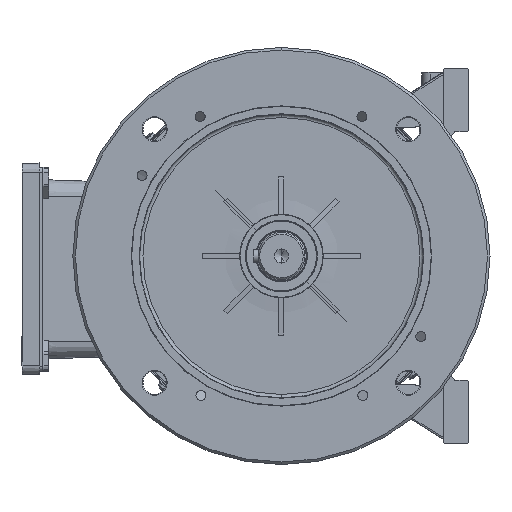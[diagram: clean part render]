
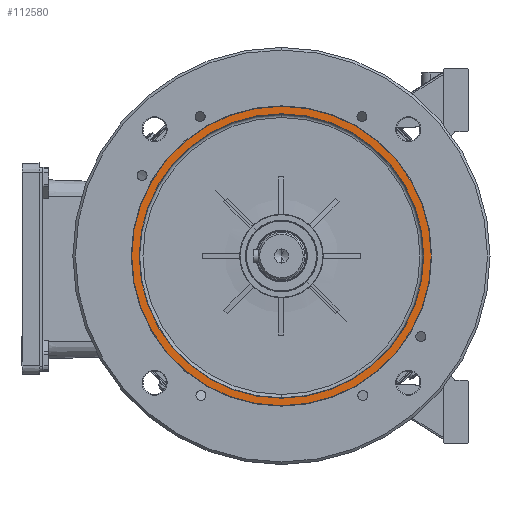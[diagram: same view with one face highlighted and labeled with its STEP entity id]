
A CAD part, left-side view. The second image highlights one B-rep face of the part: STEP entity #112580.
In plain terms, the highlighted face is planar.
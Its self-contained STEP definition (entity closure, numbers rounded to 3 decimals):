
#1314 = FACE_OUTER_BOUND ( 'NONE', #156384, .T. ) ;
#2200 = CARTESIAN_POINT ( 'NONE',  ( 8., 90., 0. ) ) ;
#2341 = DIRECTION ( 'NONE',  ( 0., 0., -1. ) ) ;
#4494 = CARTESIAN_POINT ( 'NONE',  ( 8., 0., 85.25 ) ) ;
#8527 = CARTESIAN_POINT ( 'NONE',  ( 8., 0., -85.25 ) ) ;
#13194 = ORIENTED_EDGE ( 'NONE', *, *, #96231, .T. ) ;
#14160 = EDGE_CURVE ( 'NONE', #35875, #43660, #71349, .T. ) ;
#15713 = PLANE ( 'NONE',  #142716 ) ;
#20843 = DIRECTION ( 'NONE',  ( 1., 0., 0. ) ) ;
#24484 = DIRECTION ( 'NONE',  ( 0., 0., -1. ) ) ;
#29259 = FACE_BOUND ( 'NONE', #78336, .T. ) ;
#29836 = ORIENTED_EDGE ( 'NONE', *, *, #158382, .T. ) ;
#35875 = VERTEX_POINT ( 'NONE', #8527 ) ;
#38389 = DIRECTION ( 'NONE',  ( 1., 0., 0. ) ) ;
#43660 = VERTEX_POINT ( 'NONE', #4494 ) ;
#45320 = AXIS2_PLACEMENT_3D ( 'NONE', #156860, #20843, #59672 ) ;
#49481 = VERTEX_POINT ( 'NONE', #128171 ) ;
#59672 = DIRECTION ( 'NONE',  ( 0., 0., -1. ) ) ;
#65491 = AXIS2_PLACEMENT_3D ( 'NONE', #148268, #38389, #121184 ) ;
#71304 = CIRCLE ( 'NONE', #45320, 89.75 ) ;
#71349 = CIRCLE ( 'NONE', #131734, 85.25 ) ;
#76478 = ORIENTED_EDGE ( 'NONE', *, *, #122984, .T. ) ;
#78336 = EDGE_LOOP ( 'NONE', ( #153471, #13194 ) ) ;
#78621 = CIRCLE ( 'NONE', #87178, 85.25 ) ;
#85676 = CIRCLE ( 'NONE', #65491, 89.75 ) ;
#87178 = AXIS2_PLACEMENT_3D ( 'NONE', #177176, #164544, #2341 ) ;
#94782 = CARTESIAN_POINT ( 'NONE',  ( 8., 0., 89.75 ) ) ;
#96231 = EDGE_CURVE ( 'NONE', #43660, #35875, #78621, .T. ) ;
#99502 = DIRECTION ( 'NONE',  ( 0., 0., -1. ) ) ;
#105767 = VERTEX_POINT ( 'NONE', #94782 ) ;
#112580 = ADVANCED_FACE ( 'NONE', ( #29259, #1314 ), #15713, .T. ) ;
#121184 = DIRECTION ( 'NONE',  ( 0., 0., -1. ) ) ;
#122593 = CARTESIAN_POINT ( 'NONE',  ( 8., 0., 0. ) ) ;
#122951 = DIRECTION ( 'NONE',  ( 1., 0., 0. ) ) ;
#122984 = EDGE_CURVE ( 'NONE', #49481, #105767, #85676, .T. ) ;
#128171 = CARTESIAN_POINT ( 'NONE',  ( 8., 0., -89.75 ) ) ;
#131734 = AXIS2_PLACEMENT_3D ( 'NONE', #122593, #177562, #24484 ) ;
#142716 = AXIS2_PLACEMENT_3D ( 'NONE', #2200, #122951, #99502 ) ;
#148268 = CARTESIAN_POINT ( 'NONE',  ( 8., 0., 0. ) ) ;
#153471 = ORIENTED_EDGE ( 'NONE', *, *, #14160, .T. ) ;
#156384 = EDGE_LOOP ( 'NONE', ( #29836, #76478 ) ) ;
#156860 = CARTESIAN_POINT ( 'NONE',  ( 8., 0., 0. ) ) ;
#158382 = EDGE_CURVE ( 'NONE', #105767, #49481, #71304, .T. ) ;
#164544 = DIRECTION ( 'NONE',  ( -1., 0., 0. ) ) ;
#177176 = CARTESIAN_POINT ( 'NONE',  ( 8., 0., 0. ) ) ;
#177562 = DIRECTION ( 'NONE',  ( -1., 0., 0. ) ) ;
